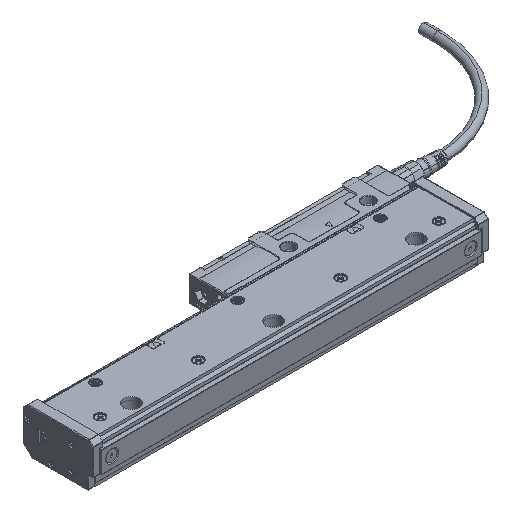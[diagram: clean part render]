
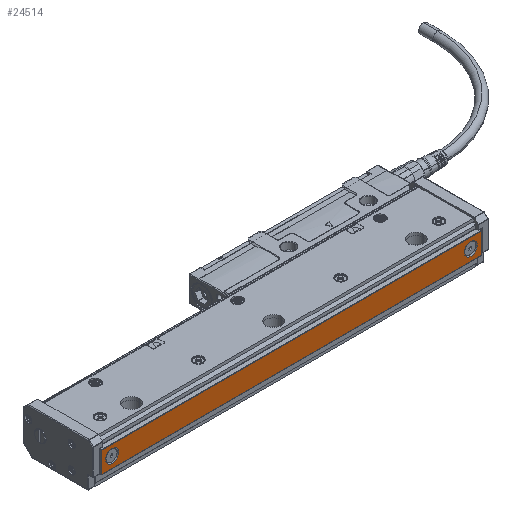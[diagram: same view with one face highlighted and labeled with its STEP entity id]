
A CAD part, isometric view. The second image highlights one B-rep face of the part: STEP entity #24514.
In plain terms, the highlighted planar face has unit normal (0, 1, 0).
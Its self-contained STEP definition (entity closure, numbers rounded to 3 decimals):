
#24465=AXIS2_PLACEMENT_3D('Plane Axis2P3D',#24462,#24463,#24464) ;
#24480=AXIS2_PLACEMENT_3D('Circle Axis2P3D',#24478,#24479,$) ;
#24489=AXIS2_PLACEMENT_3D('Circle Axis2P3D',#24487,#24488,$) ;
#24498=AXIS2_PLACEMENT_3D('Circle Axis2P3D',#24496,#24497,$) ;
#24507=AXIS2_PLACEMENT_3D('Circle Axis2P3D',#24505,#24506,$) ;
#24315=CARTESIAN_POINT('Vertex',(-267.5,-21.5,22.2)) ;
#24318=CARTESIAN_POINT('Line Origine',(-267.5,-21.5,14.85)) ;
#24322=CARTESIAN_POINT('Vertex',(-267.5,-21.5,7.5)) ;
#24390=CARTESIAN_POINT('Vertex',(-0.5,-21.5,7.5)) ;
#24393=CARTESIAN_POINT('Line Origine',(-0.5,-21.5,14.85)) ;
#24397=CARTESIAN_POINT('Vertex',(-0.5,-21.5,22.2)) ;
#24450=CARTESIAN_POINT('Line Origine',(-134.,-21.5,22.2)) ;
#24462=CARTESIAN_POINT('Axis2P3D Location',(-0.5,-21.5,7.5)) ;
#24467=CARTESIAN_POINT('Line Origine',(-134.,-21.5,7.5)) ;
#24478=CARTESIAN_POINT('Axis2P3D Location',(-260.,-21.5,15.1)) ;
#24482=CARTESIAN_POINT('Vertex',(-257.843,-21.5,19.049)) ;
#24484=CARTESIAN_POINT('Vertex',(-262.157,-21.5,11.151)) ;
#24487=CARTESIAN_POINT('Axis2P3D Location',(-260.,-21.5,15.1)) ;
#24496=CARTESIAN_POINT('Axis2P3D Location',(-8.,-21.5,15.1)) ;
#24500=CARTESIAN_POINT('Vertex',(-5.843,-21.5,19.049)) ;
#24502=CARTESIAN_POINT('Vertex',(-10.157,-21.5,11.151)) ;
#24505=CARTESIAN_POINT('Axis2P3D Location',(-8.,-21.5,15.1)) ;
#24319=DIRECTION('Vector Direction',(0.,0.,1.)) ;
#24394=DIRECTION('Vector Direction',(0.,0.,1.)) ;
#24451=DIRECTION('Vector Direction',(1.,0.,0.)) ;
#24463=DIRECTION('Axis2P3D Direction',(0.,-1.,0.)) ;
#24464=DIRECTION('Axis2P3D XDirection',(0.,0.,1.)) ;
#24468=DIRECTION('Vector Direction',(-1.,0.,0.)) ;
#24479=DIRECTION('Axis2P3D Direction',(0.,-1.,0.)) ;
#24488=DIRECTION('Axis2P3D Direction',(0.,-1.,0.)) ;
#24497=DIRECTION('Axis2P3D Direction',(0.,-1.,0.)) ;
#24506=DIRECTION('Axis2P3D Direction',(0.,-1.,0.)) ;
#24320=VECTOR('Line Direction',#24319,1.) ;
#24395=VECTOR('Line Direction',#24394,1.) ;
#24452=VECTOR('Line Direction',#24451,1.) ;
#24469=VECTOR('Line Direction',#24468,1.) ;
#24473=ORIENTED_EDGE('',*,*,#24454,.F.) ;
#24474=ORIENTED_EDGE('',*,*,#24399,.T.) ;
#24475=ORIENTED_EDGE('',*,*,#24471,.T.) ;
#24476=ORIENTED_EDGE('',*,*,#24324,.F.) ;
#24493=ORIENTED_EDGE('',*,*,#24486,.T.) ;
#24494=ORIENTED_EDGE('',*,*,#24491,.T.) ;
#24511=ORIENTED_EDGE('',*,*,#24504,.T.) ;
#24512=ORIENTED_EDGE('',*,*,#24509,.T.) ;
#24495=FACE_BOUND('',#24492,.T.) ;
#24513=FACE_BOUND('',#24510,.T.) ;
#24514=ADVANCED_FACE('Closed Shell',(#24477,#24495,#24513),#24466,.F.) ;
#24481=CIRCLE('generated circle',#24480,4.5) ;
#24490=CIRCLE('generated circle',#24489,4.5) ;
#24499=CIRCLE('generated circle',#24498,4.5) ;
#24508=CIRCLE('generated circle',#24507,4.5) ;
#24324=EDGE_CURVE('',#24316,#24323,#24321,.F.) ;
#24399=EDGE_CURVE('',#24398,#24391,#24396,.F.) ;
#24454=EDGE_CURVE('',#24398,#24316,#24453,.F.) ;
#24471=EDGE_CURVE('',#24391,#24323,#24470,.T.) ;
#24486=EDGE_CURVE('',#24483,#24485,#24481,.T.) ;
#24491=EDGE_CURVE('',#24485,#24483,#24490,.T.) ;
#24504=EDGE_CURVE('',#24501,#24503,#24499,.T.) ;
#24509=EDGE_CURVE('',#24503,#24501,#24508,.T.) ;
#24472=EDGE_LOOP('',(#24473,#24474,#24475,#24476)) ;
#24492=EDGE_LOOP('',(#24493,#24494)) ;
#24510=EDGE_LOOP('',(#24511,#24512)) ;
#24477=FACE_OUTER_BOUND('',#24472,.T.) ;
#24321=LINE('Line',#24318,#24320) ;
#24396=LINE('Line',#24393,#24395) ;
#24453=LINE('Line',#24450,#24452) ;
#24470=LINE('Line',#24467,#24469) ;
#24466=PLANE('Plane',#24465) ;
#24316=VERTEX_POINT('',#24315) ;
#24323=VERTEX_POINT('',#24322) ;
#24391=VERTEX_POINT('',#24390) ;
#24398=VERTEX_POINT('',#24397) ;
#24483=VERTEX_POINT('',#24482) ;
#24485=VERTEX_POINT('',#24484) ;
#24501=VERTEX_POINT('',#24500) ;
#24503=VERTEX_POINT('',#24502) ;
